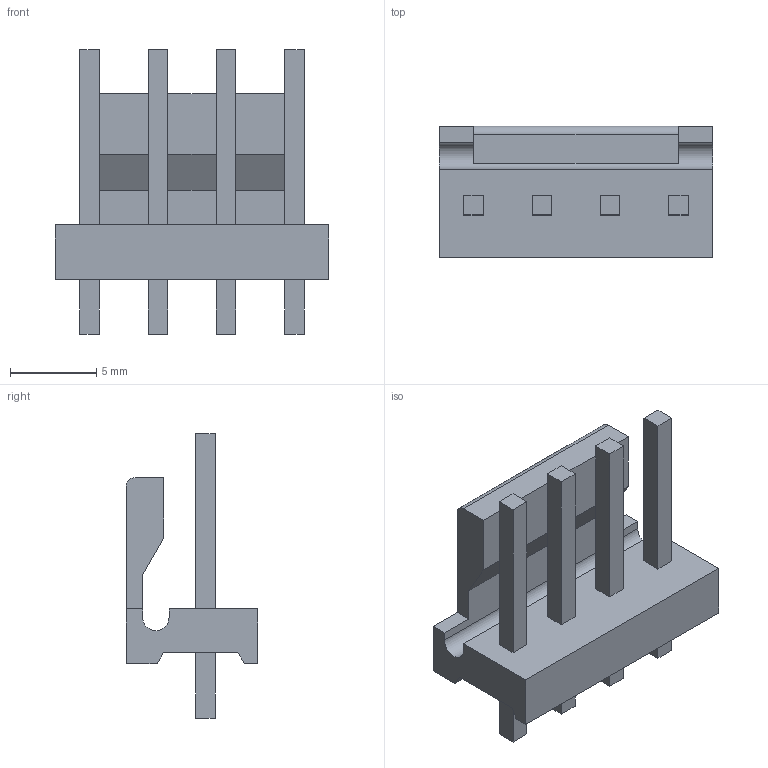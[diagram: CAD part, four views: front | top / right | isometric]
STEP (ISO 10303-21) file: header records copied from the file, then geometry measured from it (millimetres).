
FILE_DESCRIPTION(('STEP AP242'),'1');
FILE_NAME('589068_640445-4.stp','2020-01-30T07:35:41',('TraceParts'),('TraceParts S.A.'),'Spatial InterOp 3D',' ',' ');
FILE_SCHEMA(('AP242_MANAGED_MODEL_BASED_3D_ENGINEERING_MIM_LF {1 0 10303 442 1 1 4}'));
Length unit declared in the file: millimetre
Products named in the file (1): 589068_640445-4
Bounding box: 15.85 x 7.62 x 16.51 mm (x, y, z)
Volume: 533.7 mm3; surface area: 900.4 mm2
Topology: 1 solids, 1 shells, 61 faces, 153 edges, 102 vertices
Faces by surface type: plane 59, cylinder 2
Entity records: 1806 total; most frequent: CARTESIAN_POINT 317, ORIENTED_EDGE 306, DIRECTION 281, EDGE_CURVE 153, LINE 149, VECTOR 149, VERTEX_POINT 102, EDGE_LOOP 69
